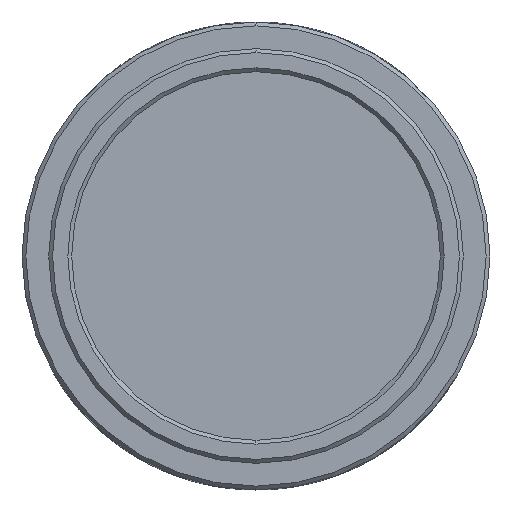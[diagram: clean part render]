
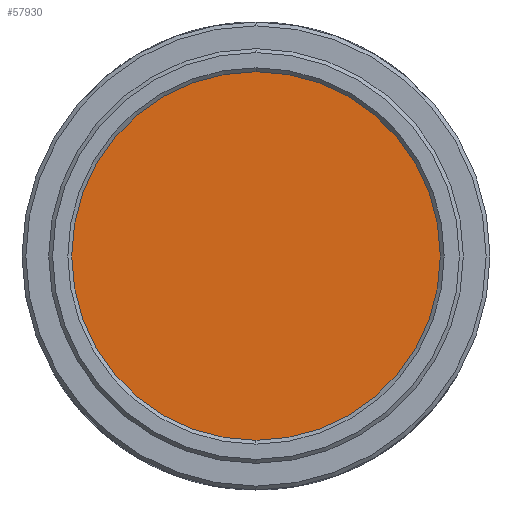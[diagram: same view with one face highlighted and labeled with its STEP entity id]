
A CAD part, left-side view. The second image highlights one B-rep face of the part: STEP entity #57930.
In plain terms, the highlighted planar face has unit normal (-1, 0, 0).
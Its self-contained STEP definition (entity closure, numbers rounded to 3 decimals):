
#4578 = DIRECTION ( 'NONE',  ( 0., 0., -1. ) ) ;
#11829 = AXIS2_PLACEMENT_3D ( 'NONE', #36262, #35309, #46609 ) ;
#20824 = DIRECTION ( 'NONE',  ( 1., 0., 0. ) ) ;
#27996 = FACE_OUTER_BOUND ( 'NONE', #48437, .T. ) ;
#34828 = CARTESIAN_POINT ( 'NONE',  ( -4.445, 0., 0. ) ) ;
#35309 = DIRECTION ( 'NONE',  ( 1., 0., 0. ) ) ;
#35736 = AXIS2_PLACEMENT_3D ( 'NONE', #38214, #20824, #4578 ) ;
#36262 = CARTESIAN_POINT ( 'NONE',  ( -4.445, 0., 0. ) ) ;
#38214 = CARTESIAN_POINT ( 'NONE',  ( -4.445, 0., 0. ) ) ;
#40620 = ORIENTED_EDGE ( 'NONE', *, *, #60122, .F. ) ;
#40815 = VERTEX_POINT ( 'NONE', #47184 ) ;
#43910 = EDGE_CURVE ( 'NONE', #40815, #67946, #70141, .T. ) ;
#44844 = AXIS2_PLACEMENT_3D ( 'NONE', #34828, #45378, #62380 ) ;
#45378 = DIRECTION ( 'NONE',  ( 1., 0., 0. ) ) ;
#46609 = DIRECTION ( 'NONE',  ( 0., 0., -1. ) ) ;
#46748 = ORIENTED_EDGE ( 'NONE', *, *, #43910, .F. ) ;
#47184 = CARTESIAN_POINT ( 'NONE',  ( -4.445, 0., 12.7 ) ) ;
#48437 = EDGE_LOOP ( 'NONE', ( #40620, #46748 ) ) ;
#57930 = ADVANCED_FACE ( 'NONE', ( #27996 ), #63583, .F. ) ;
#60122 = EDGE_CURVE ( 'NONE', #67946, #40815, #63262, .T. ) ;
#62380 = DIRECTION ( 'NONE',  ( 0., 0., -1. ) ) ;
#63262 = CIRCLE ( 'NONE', #44844, 12.7 ) ;
#63583 = PLANE ( 'NONE',  #11829 ) ;
#67946 = VERTEX_POINT ( 'NONE', #71476 ) ;
#70141 = CIRCLE ( 'NONE', #35736, 12.7 ) ;
#71476 = CARTESIAN_POINT ( 'NONE',  ( -4.445, 0., -12.7 ) ) ;
